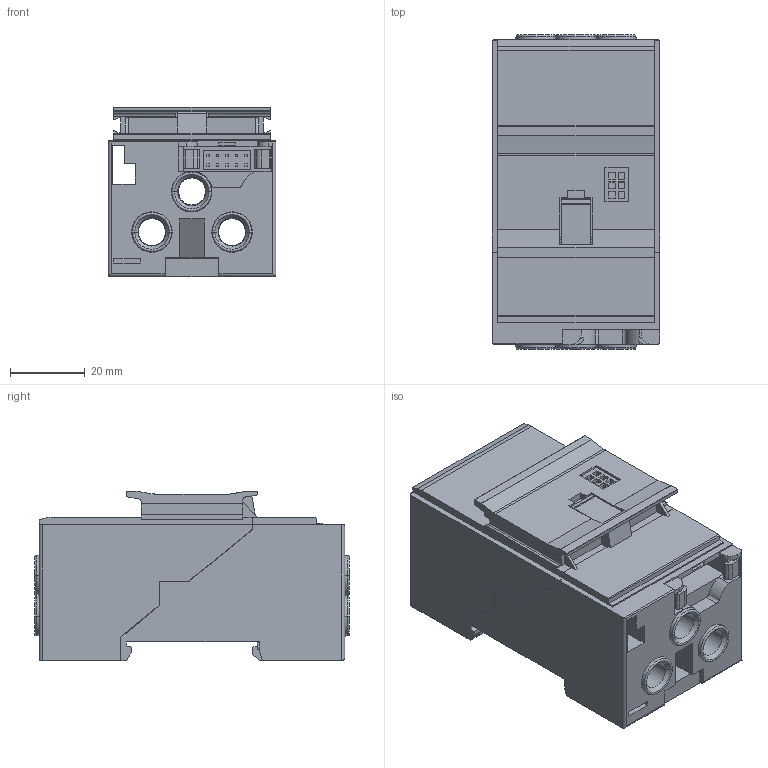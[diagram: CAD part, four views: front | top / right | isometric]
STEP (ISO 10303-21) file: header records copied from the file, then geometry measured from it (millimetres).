
FILE_DESCRIPTION(('STEP AP214'),'1');
FILE_NAME('cctmp_E14A0CA5-4894-4A50-BBF6-5FA8C59B0E95_2023_07_21_14_50_13_0511..stp','2023-07-21T12:50:14',('SIEMENS A&D'),('CADClick - www.CADClick.com'),'Spatial InterOp 3D postprocessed',' ','unknown authorization');
FILE_SCHEMA(('AUTOMOTIVE_DESIGN'));
Length unit declared in the file: millimetre
Products named in the file (1): 2023_07_21_14_50_13_0480
Bounding box: 44.8 x 83.99 x 45.4 mm (x, y, z)
Volume: 112574 mm3; surface area: 37364.9 mm2
Topology: 1 solids, 1 shells, 522 faces, 1509 edges, 990 vertices
Faces by surface type: plane 412, cylinder 68, cone 24, torus 18
Entity records: 18743 total; most frequent: CARTESIAN_POINT 3124, ORIENTED_EDGE 3018, DIRECTION 2770, EDGE_CURVE 1509, LINE 1278, VECTOR 1278, VERTEX_POINT 990, AXIS2_PLACEMENT_3D 746
